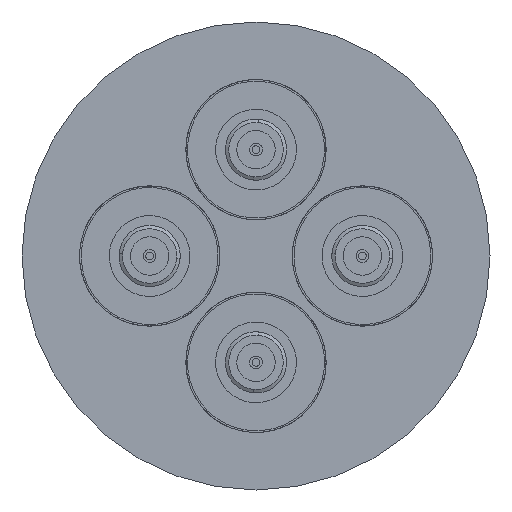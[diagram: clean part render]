
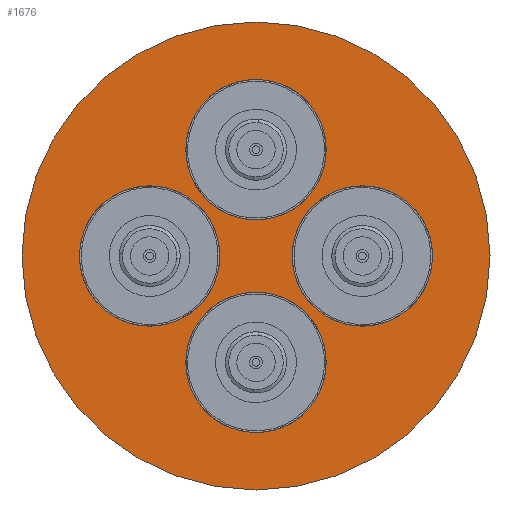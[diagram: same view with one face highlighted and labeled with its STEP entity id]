
A CAD part, left-side view. The second image highlights one B-rep face of the part: STEP entity #1676.
In plain terms, the highlighted planar face has unit normal (-1, 0, 0).
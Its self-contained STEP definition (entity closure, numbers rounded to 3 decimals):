
#4 = AXIS2_PLACEMENT_3D ( 'NONE', #882, #2632, #447 ) ;
#12 = AXIS2_PLACEMENT_3D ( 'NONE', #542, #1839, #524 ) ;
#30 = AXIS2_PLACEMENT_3D ( 'NONE', #1791, #917, #1573 ) ;
#36 = EDGE_CURVE ( 'NONE', #1251, #691, #283, .T. ) ;
#92 = CIRCLE ( 'NONE', #4, 8.25 ) ;
#113 = EDGE_LOOP ( 'NONE', ( #1342, #929 ) ) ;
#175 = VERTEX_POINT ( 'NONE', #614 ) ;
#206 = FACE_BOUND ( 'NONE', #113, .T. ) ;
#219 = CIRCLE ( 'NONE', #1721, 8.25 ) ;
#225 = AXIS2_PLACEMENT_3D ( 'NONE', #2579, #2364, #1283 ) ;
#237 = EDGE_CURVE ( 'NONE', #350, #1254, #1223, .T. ) ;
#240 = FACE_BOUND ( 'NONE', #2720, .T. ) ;
#245 = CARTESIAN_POINT ( 'NONE',  ( 0., 0., -12.5 ) ) ;
#254 = EDGE_CURVE ( 'NONE', #2341, #962, #1926, .T. ) ;
#283 = CIRCLE ( 'NONE', #12, 8.25 ) ;
#350 = VERTEX_POINT ( 'NONE', #1407 ) ;
#447 = DIRECTION ( 'NONE',  ( 0., 0., 1. ) ) ;
#451 = EDGE_LOOP ( 'NONE', ( #569, #1429 ) ) ;
#460 = DIRECTION ( 'NONE',  ( 0., 0., 1. ) ) ;
#500 = VERTEX_POINT ( 'NONE', #927 ) ;
#524 = DIRECTION ( 'NONE',  ( 0., 0., 1. ) ) ;
#542 = CARTESIAN_POINT ( 'NONE',  ( 0., -12.5, 0. ) ) ;
#554 = EDGE_LOOP ( 'NONE', ( #1104, #1365 ) ) ;
#569 = ORIENTED_EDGE ( 'NONE', *, *, #2660, .F. ) ;
#614 = CARTESIAN_POINT ( 'NONE',  ( 0., 0., -20.75 ) ) ;
#647 = CIRCLE ( 'NONE', #1706, 8.25 ) ;
#677 = EDGE_CURVE ( 'NONE', #1601, #175, #219, .T. ) ;
#689 = CIRCLE ( 'NONE', #1668, 8.25 ) ;
#691 = VERTEX_POINT ( 'NONE', #1891 ) ;
#712 = CIRCLE ( 'NONE', #1147, 8.25 ) ;
#725 = PLANE ( 'NONE',  #30 ) ;
#798 = CARTESIAN_POINT ( 'NONE',  ( 0., 0., 27.5 ) ) ;
#852 = DIRECTION ( 'NONE',  ( -1., 0., 0. ) ) ;
#882 = CARTESIAN_POINT ( 'NONE',  ( 0., 12.5, 0. ) ) ;
#892 = CARTESIAN_POINT ( 'NONE',  ( 0., 0., 4.25 ) ) ;
#915 = AXIS2_PLACEMENT_3D ( 'NONE', #1312, #1520, #1743 ) ;
#917 = DIRECTION ( 'NONE',  ( -1., 0., 0. ) ) ;
#927 = CARTESIAN_POINT ( 'NONE',  ( 0., 0., 20.75 ) ) ;
#929 = ORIENTED_EDGE ( 'NONE', *, *, #1499, .F. ) ;
#951 = EDGE_CURVE ( 'NONE', #691, #1251, #689, .T. ) ;
#962 = VERTEX_POINT ( 'NONE', #1273 ) ;
#967 = ORIENTED_EDGE ( 'NONE', *, *, #237, .F. ) ;
#1041 = DIRECTION ( 'NONE',  ( 0., 0., 1. ) ) ;
#1070 = DIRECTION ( 'NONE',  ( 0., 0., 1. ) ) ;
#1097 = ORIENTED_EDGE ( 'NONE', *, *, #1198, .F. ) ;
#1104 = ORIENTED_EDGE ( 'NONE', *, *, #951, .F. ) ;
#1147 = AXIS2_PLACEMENT_3D ( 'NONE', #2359, #1259, #1070 ) ;
#1198 = EDGE_CURVE ( 'NONE', #1254, #350, #2123, .T. ) ;
#1223 = CIRCLE ( 'NONE', #2739, 27.5 ) ;
#1242 = CARTESIAN_POINT ( 'NONE',  ( 0., -12.5, 0. ) ) ;
#1251 = VERTEX_POINT ( 'NONE', #1263 ) ;
#1254 = VERTEX_POINT ( 'NONE', #798 ) ;
#1259 = DIRECTION ( 'NONE',  ( -1., 0., 0. ) ) ;
#1263 = CARTESIAN_POINT ( 'NONE',  ( 0., -12.5, -8.25 ) ) ;
#1273 = CARTESIAN_POINT ( 'NONE',  ( 0., 12.5, 8.25 ) ) ;
#1280 = ORIENTED_EDGE ( 'NONE', *, *, #1441, .F. ) ;
#1283 = DIRECTION ( 'NONE',  ( 0., 0., 1. ) ) ;
#1294 = DIRECTION ( 'NONE',  ( 1., 0., 0. ) ) ;
#1312 = CARTESIAN_POINT ( 'NONE',  ( 0., 0., 12.5 ) ) ;
#1326 = AXIS2_PLACEMENT_3D ( 'NONE', #2710, #2278, #1845 ) ;
#1342 = ORIENTED_EDGE ( 'NONE', *, *, #677, .F. ) ;
#1364 = FACE_BOUND ( 'NONE', #451, .T. ) ;
#1365 = ORIENTED_EDGE ( 'NONE', *, *, #36, .F. ) ;
#1376 = EDGE_LOOP ( 'NONE', ( #967, #1097 ) ) ;
#1407 = CARTESIAN_POINT ( 'NONE',  ( 0., 0., -27.5 ) ) ;
#1429 = ORIENTED_EDGE ( 'NONE', *, *, #254, .F. ) ;
#1441 = EDGE_CURVE ( 'NONE', #1538, #500, #2819, .T. ) ;
#1470 = DIRECTION ( 'NONE',  ( 0., 0., -1. ) ) ;
#1499 = EDGE_CURVE ( 'NONE', #175, #1601, #647, .T. ) ;
#1520 = DIRECTION ( 'NONE',  ( -1., 0., 0. ) ) ;
#1538 = VERTEX_POINT ( 'NONE', #892 ) ;
#1573 = DIRECTION ( 'NONE',  ( 0., 0., 1. ) ) ;
#1601 = VERTEX_POINT ( 'NONE', #2218 ) ;
#1612 = ORIENTED_EDGE ( 'NONE', *, *, #1915, .F. ) ;
#1668 = AXIS2_PLACEMENT_3D ( 'NONE', #1242, #852, #1041 ) ;
#1676 = ADVANCED_FACE ( 'NONE', ( #1364, #206, #2460, #240, #2394 ), #725, .T. ) ;
#1706 = AXIS2_PLACEMENT_3D ( 'NONE', #245, #1753, #460 ) ;
#1721 = AXIS2_PLACEMENT_3D ( 'NONE', #2245, #2233, #2715 ) ;
#1743 = DIRECTION ( 'NONE',  ( 0., 0., 1. ) ) ;
#1753 = DIRECTION ( 'NONE',  ( -1., 0., 0. ) ) ;
#1791 = CARTESIAN_POINT ( 'NONE',  ( 0., 0., 0. ) ) ;
#1839 = DIRECTION ( 'NONE',  ( -1., 0., 0. ) ) ;
#1845 = DIRECTION ( 'NONE',  ( 0., 0., -1. ) ) ;
#1891 = CARTESIAN_POINT ( 'NONE',  ( 0., -12.5, 8.25 ) ) ;
#1915 = EDGE_CURVE ( 'NONE', #500, #1538, #712, .T. ) ;
#1926 = CIRCLE ( 'NONE', #225, 8.25 ) ;
#2074 = CARTESIAN_POINT ( 'NONE',  ( 0., 12.5, -8.25 ) ) ;
#2123 = CIRCLE ( 'NONE', #1326, 27.5 ) ;
#2142 = CARTESIAN_POINT ( 'NONE',  ( 0., 0., 0. ) ) ;
#2218 = CARTESIAN_POINT ( 'NONE',  ( 0., 0., -4.25 ) ) ;
#2233 = DIRECTION ( 'NONE',  ( -1., 0., 0. ) ) ;
#2245 = CARTESIAN_POINT ( 'NONE',  ( 0., 0., -12.5 ) ) ;
#2278 = DIRECTION ( 'NONE',  ( 1., 0., 0. ) ) ;
#2341 = VERTEX_POINT ( 'NONE', #2074 ) ;
#2359 = CARTESIAN_POINT ( 'NONE',  ( 0., 0., 12.5 ) ) ;
#2364 = DIRECTION ( 'NONE',  ( -1., 0., 0. ) ) ;
#2394 = FACE_OUTER_BOUND ( 'NONE', #1376, .T. ) ;
#2460 = FACE_BOUND ( 'NONE', #554, .T. ) ;
#2579 = CARTESIAN_POINT ( 'NONE',  ( 0., 12.5, 0. ) ) ;
#2632 = DIRECTION ( 'NONE',  ( -1., 0., 0. ) ) ;
#2660 = EDGE_CURVE ( 'NONE', #962, #2341, #92, .T. ) ;
#2710 = CARTESIAN_POINT ( 'NONE',  ( 0., 0., 0. ) ) ;
#2715 = DIRECTION ( 'NONE',  ( 0., 0., 1. ) ) ;
#2720 = EDGE_LOOP ( 'NONE', ( #1612, #1280 ) ) ;
#2739 = AXIS2_PLACEMENT_3D ( 'NONE', #2142, #1294, #1470 ) ;
#2819 = CIRCLE ( 'NONE', #915, 8.25 ) ;
